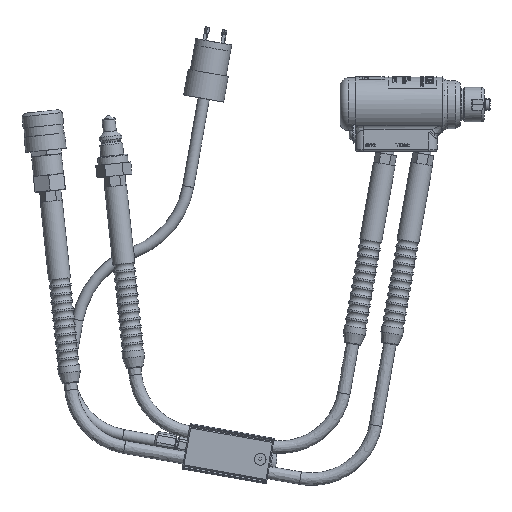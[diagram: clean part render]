
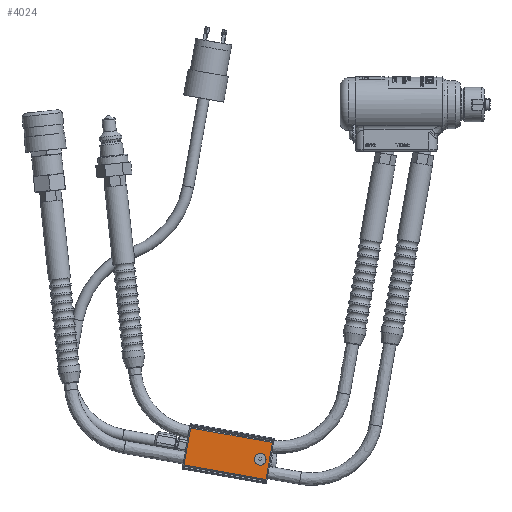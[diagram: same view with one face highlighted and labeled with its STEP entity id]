
A CAD part, left-side view. The second image highlights one B-rep face of the part: STEP entity #4024.
In plain terms, the highlighted planar face has unit normal (-1, 0, 0).
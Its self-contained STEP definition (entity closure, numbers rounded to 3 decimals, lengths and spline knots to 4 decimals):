
#486=CIRCLE('',#49225,0.1775);
#2855=FACE_BOUND('',#10748,.T.);
#2856=FACE_BOUND('',#10749,.T.);
#4024=ADVANCED_FACE('',(#2855,#2856),#6688,.F.);
#6688=PLANE('',#49226);
#10748=EDGE_LOOP('',(#21370,#21371,#21372,#21373));
#10749=EDGE_LOOP('',(#21374));
#13798=LINE('',#66323,#16226);
#13799=LINE('',#66326,#16227);
#13800=LINE('',#66328,#16228);
#13801=LINE('',#66330,#16229);
#16226=VECTOR('',#52407,1.);
#16227=VECTOR('',#52408,1.);
#16228=VECTOR('',#52409,1.);
#16229=VECTOR('',#52410,1.);
#21370=ORIENTED_EDGE('',*,*,#38314,.T.);
#21371=ORIENTED_EDGE('',*,*,#38315,.T.);
#21372=ORIENTED_EDGE('',*,*,#38316,.T.);
#21373=ORIENTED_EDGE('',*,*,#38317,.T.);
#21374=ORIENTED_EDGE('',*,*,#38318,.F.);
#33375=VERTEX_POINT('',#66324);
#33376=VERTEX_POINT('',#66325);
#33377=VERTEX_POINT('',#66327);
#33378=VERTEX_POINT('',#66329);
#33379=VERTEX_POINT('',#66332);
#38314=EDGE_CURVE('',#33375,#33376,#13798,.T.);
#38315=EDGE_CURVE('',#33376,#33377,#13799,.T.);
#38316=EDGE_CURVE('',#33377,#33378,#13800,.T.);
#38317=EDGE_CURVE('',#33378,#33375,#13801,.T.);
#38318=EDGE_CURVE('',#33379,#33379,#486,.T.);
#49225=AXIS2_PLACEMENT_3D('',#66331,#52411,#52412);
#49226=AXIS2_PLACEMENT_3D('',#66333,#52413,#52414);
#52407=DIRECTION('',(0.,-0.174,0.985));
#52408=DIRECTION('',(0.,0.985,0.174));
#52409=DIRECTION('',(0.,0.174,-0.985));
#52410=DIRECTION('',(0.,-0.985,-0.174));
#52411=DIRECTION('',(-1.,0.,0.));
#52412=DIRECTION('',(0.,0.,-1.));
#52413=DIRECTION('',(1.,0.,0.));
#52414=DIRECTION('',(0.,-0.174,0.985));
#66323=CARTESIAN_POINT('',(-0.25,5.7688,-10.3696));
#66324=CARTESIAN_POINT('',(-0.25,5.9746,-11.5366));
#66325=CARTESIAN_POINT('',(-0.25,5.774,-10.3992));
#66326=CARTESIAN_POINT('',(-0.25,8.3247,-9.9494));
#66327=CARTESIAN_POINT('',(-0.25,8.2951,-9.9546));
#66328=CARTESIAN_POINT('',(-0.25,8.5009,-11.1216));
#66329=CARTESIAN_POINT('',(-0.25,8.4957,-11.0921));
#66330=CARTESIAN_POINT('',(-0.25,5.945,-11.5418));
#66331=CARTESIAN_POINT('',(-0.25,6.152,-10.9189));
#66332=CARTESIAN_POINT('',(-0.25,6.152,-11.0964));
#66333=CARTESIAN_POINT('',(-0.25,8.3195,-9.9199));
